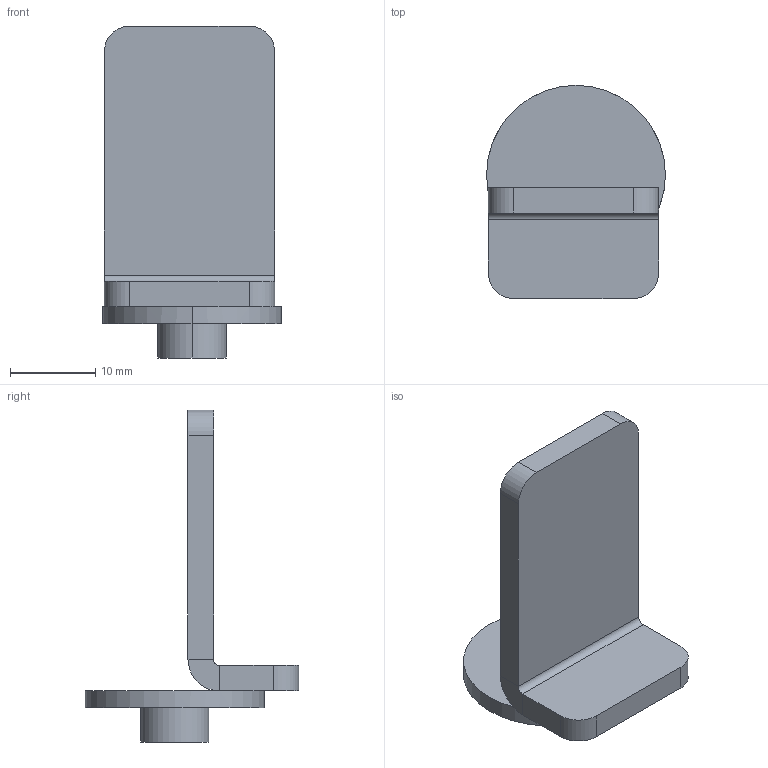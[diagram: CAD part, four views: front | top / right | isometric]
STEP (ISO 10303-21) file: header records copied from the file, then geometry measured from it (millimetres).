
FILE_DESCRIPTION (( 'STEP AP203' ), '1' );
FILE_NAME ('grippercombine_Default_sldprt.STEP', '2018-08-27T18:23:38', ( '' ), ( '' ), 'SwSTEP 2.0', 'SolidWorks 2014', '' );
FILE_SCHEMA (( 'CONFIG_CONTROL_DESIGN' ));
Length unit declared in the file: millimetre
Products named in the file (1): grippercombine_Default_sldprt
Bounding box: 21 x 25.06 x 39 mm (x, y, z)
Volume: 3279.9 mm3; surface area: 2889.7 mm2
Topology: 1 solids, 1 shells, 28 faces, 62 edges, 38 vertices
Faces by surface type: plane 16, cylinder 12
Entity records: 849 total; most frequent: DIRECTION 146, CARTESIAN_POINT 129, ORIENTED_EDGE 124, EDGE_CURVE 62, AXIS2_PLACEMENT_3D 55, VERTEX_POINT 38, LINE 36, VECTOR 36
